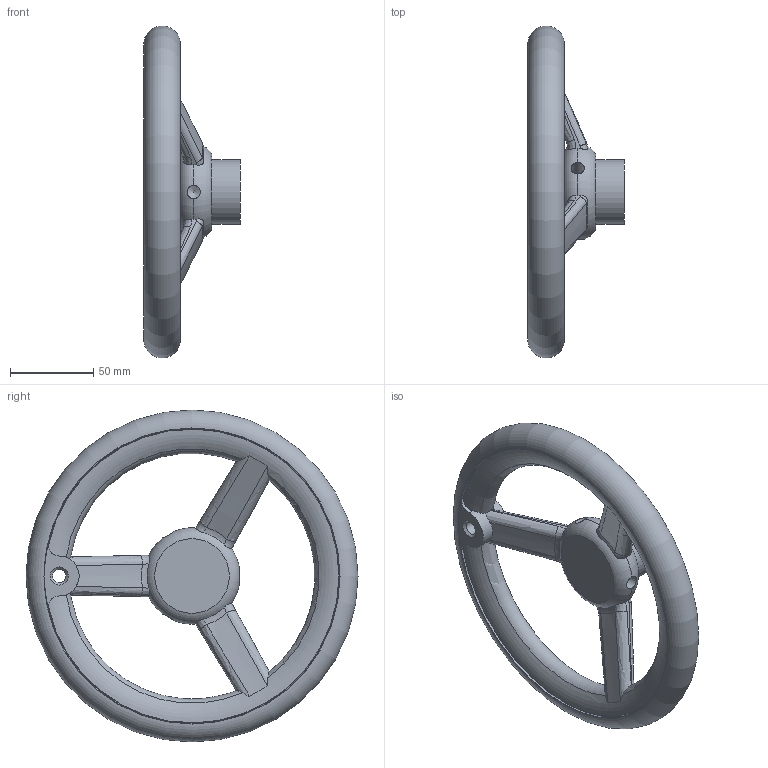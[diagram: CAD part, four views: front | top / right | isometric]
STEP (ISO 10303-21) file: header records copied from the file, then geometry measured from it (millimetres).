
FILE_DESCRIPTION(/* description */ (''),/* implementation_level */ '2;1');
FILE_NAME(/* name */ 'RP_200N.dxf',/* time_stamp */ '2012-11-23T16:19:17+08:00',/* author */ (''),/* organization */ (''),/* preprocessor_version */ 'ST-DEVELOPER v9',/* originating_system */ 'UGS - NX 4.0',/* authorisation */ '');
FILE_SCHEMA (('CONFIG_CONTROL_DESIGN'));
Length unit declared in the file: millimetre
Products named in the file (1): AdmiFF96xlrw
Bounding box: 58 x 199.98 x 199.98 mm (x, y, z)
Volume: 320512.4 mm3; surface area: 60819.2 mm2
Topology: 1 solids, 1 shells, 85 faces, 259 edges, 168 vertices
Faces by surface type: bspline 30, torus 15, cone 15, plane 13, cylinder 12
Full cylindrical faces by diameter (mm): 8 x4, 39 x1
Entity records: 3820 total; most frequent: CARTESIAN_POINT 1938, ORIENTED_EDGE 464, DIRECTION 238, EDGE_CURVE 232, B_SPLINE_CURVE_WITH_KNOTS 163, VERTEX_POINT 160, AXIS2_PLACEMENT_3D 114, EDGE_LOOP 99
